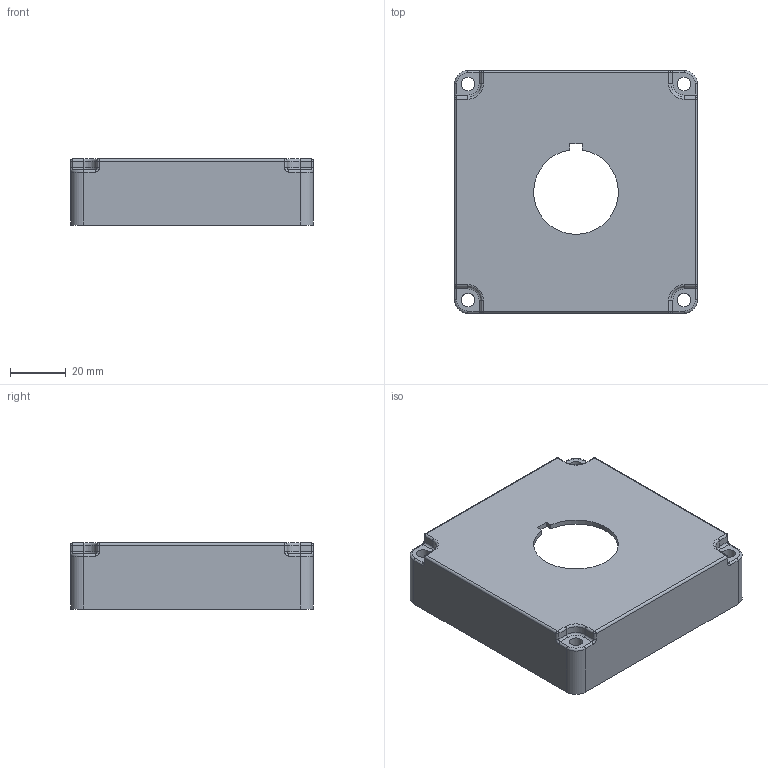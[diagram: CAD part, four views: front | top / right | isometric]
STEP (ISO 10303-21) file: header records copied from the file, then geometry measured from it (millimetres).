
FILE_DESCRIPTION(/* description */ (''),/* implementation_level */ '2;1');
FILE_NAME(/* name */ 'A5E44431588A_001.stp',/* time_stamp */ '2018-10-16T10:43:56-04:00',/* author */ (''),/* organization */ (''),/* preprocessor_version */ 'ST-DEVELOPER v16',/* originating_system */ 'SIEMENS PLM Software NX 10.0',/* authorisation */ '');
FILE_SCHEMA (('CONFIG_CONTROL_DESIGN'));
Length unit declared in the file: inch
Products named in the file (1): A5E44431588A_001
Bounding box: 87.33 x 87.33 x 23.8 mm (x, y, z)
Volume: 50182 mm3; surface area: 29214.4 mm2
Topology: 1 solids, 1 shells, 141 faces, 343 edges, 198 vertices
Faces by surface type: cylinder 70, plane 31, torus 26, sphere 8, bspline 6
Full cylindrical faces by diameter (mm): 2.845 x1, 4.775 x4
Entity records: 4176 total; most frequent: DIRECTION 778, CARTESIAN_POINT 752, ORIENTED_EDGE 652, EDGE_CURVE 326, AXIS2_PLACEMENT_3D 316, VERTEX_POINT 194, CIRCLE 180, EDGE_LOOP 160
